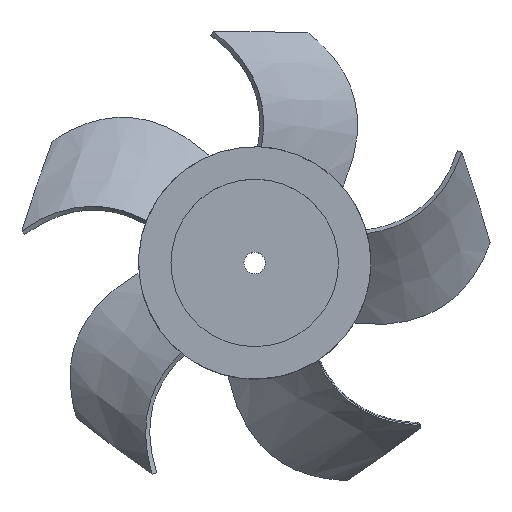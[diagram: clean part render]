
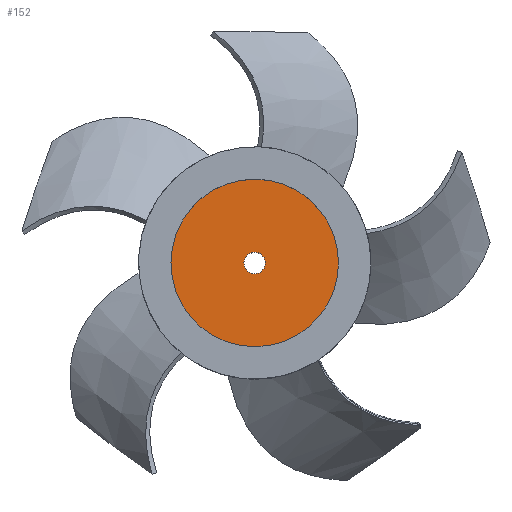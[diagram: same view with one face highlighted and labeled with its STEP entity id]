
A CAD part, top view. The second image highlights one B-rep face of the part: STEP entity #152.
In plain terms, the highlighted planar face has unit normal (0, 0, 1).
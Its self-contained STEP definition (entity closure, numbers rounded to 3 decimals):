
#110=PLANE('',#681);
#152=ADVANCED_FACE('',(#166,#167),#110,.T.);
#166=FACE_BOUND('',#216,.T.);
#167=FACE_BOUND('',#217,.T.);
#216=EDGE_LOOP('',(#486));
#217=EDGE_LOOP('',(#487));
#486=ORIENTED_EDGE('',*,*,#643,.F.);
#487=ORIENTED_EDGE('',*,*,#642,.F.);
#547=VERTEX_POINT('',#2175);
#548=VERTEX_POINT('',#2178);
#642=EDGE_CURVE('',#547,#547,#657,.T.);
#643=EDGE_CURVE('',#548,#548,#658,.T.);
#657=CIRCLE('',#678,113.605);
#658=CIRCLE('',#680,14.55);
#678=AXIS2_PLACEMENT_3D('',#2174,#721,#722);
#680=AXIS2_PLACEMENT_3D('',#2177,#725,#726);
#681=AXIS2_PLACEMENT_3D('',#2179,#727,#728);
#721=DIRECTION('',(0.,0.,-1.));
#722=DIRECTION('',(1.,0.,0.));
#725=DIRECTION('',(0.,0.,1.));
#726=DIRECTION('',(1.,0.,0.));
#727=DIRECTION('',(0.,0.,1.));
#728=DIRECTION('',(1.,0.,0.));
#2174=CARTESIAN_POINT('',(0.,0.,80.));
#2175=CARTESIAN_POINT('',(113.605,0.,80.));
#2177=CARTESIAN_POINT('',(0.,0.,80.));
#2178=CARTESIAN_POINT('',(14.55,0.,80.));
#2179=CARTESIAN_POINT('',(0.,0.,80.));
